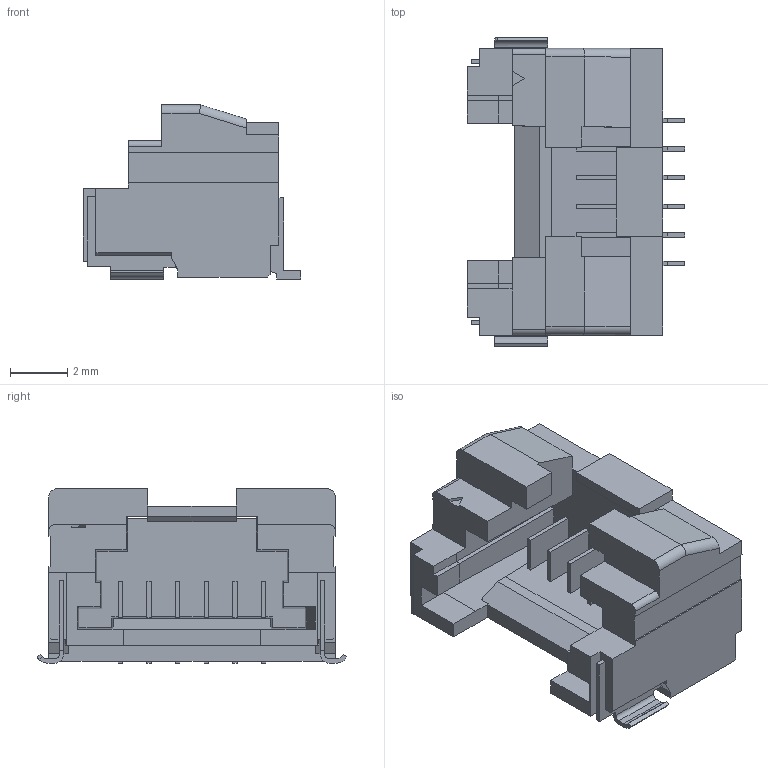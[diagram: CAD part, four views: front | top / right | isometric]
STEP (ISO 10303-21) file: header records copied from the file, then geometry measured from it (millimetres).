
FILE_DESCRIPTION(('CoCreate Modeling STEP Export'),'2;1');
FILE_NAME('DF50A-6P-1H.stp','2014-10-10T13:16:45',(''),(''),'CoCreate Modeling STEP processor for AP214 (Solid Model)','CoCreate Modeling 17.0 01-Apr-2010 (C) Parametric Technology GmbH','');
FILE_SCHEMA(('AUTOMOTIVE_DESIGN { 1 0 10303 214 1 1 1 1 }'));
Length unit declared in the file: millimetre
Products named in the file (1): DF50A-6P-1H
Bounding box: 7.6 x 10.81 x 6.08 mm (x, y, z)
Volume: 188.7 mm3; surface area: 440.8 mm2
Topology: 1 solids, 1 shells, 240 faces, 753 edges, 515 vertices
Faces by surface type: plane 225, cylinder 15
Entity records: 8159 total; most frequent: CARTESIAN_POINT 1530, ORIENTED_EDGE 1506, DIRECTION 1202, EDGE_CURVE 753, VECTOR 704, LINE 704, VERTEX_POINT 515, AXIS2_PLACEMENT_3D 249
